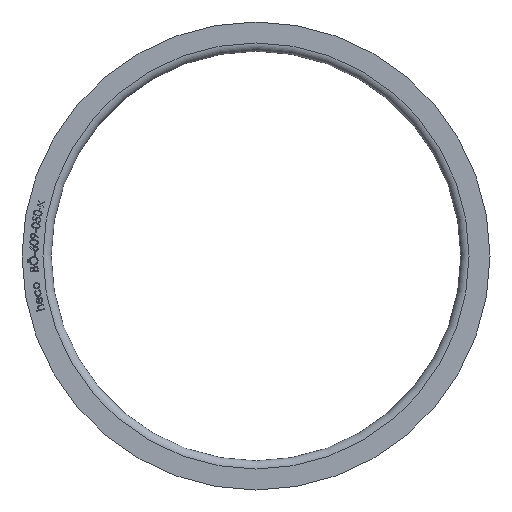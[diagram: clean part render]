
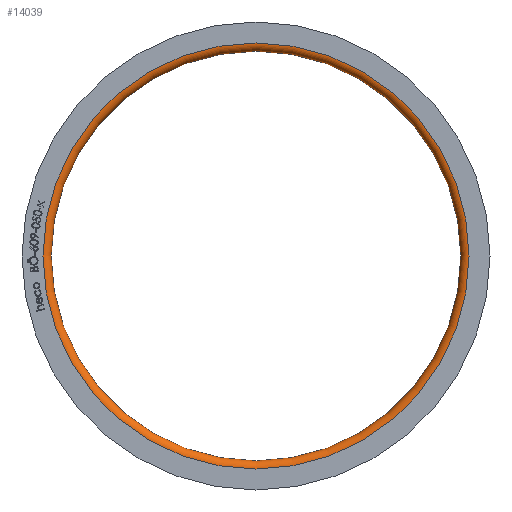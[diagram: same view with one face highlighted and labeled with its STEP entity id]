
A CAD part, left-side view. The second image highlights one B-rep face of the part: STEP entity #14039.
In plain terms, the highlighted toroidal (fillet/blend) face has major radius 311.8 mm and minor radius 12 mm.
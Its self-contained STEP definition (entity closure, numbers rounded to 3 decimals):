
#749 = CARTESIAN_POINT ( 'NONE',  ( 0., 0., 311.8 ) ) ;
#1741 = EDGE_CURVE ( 'NONE', #4722, #4722, #4266, .T. ) ;
#1774 = DIRECTION ( 'NONE',  ( -1., 0., 0. ) ) ;
#1854 = CARTESIAN_POINT ( 'NONE',  ( 12., 0., 0. ) ) ;
#1897 = CARTESIAN_POINT ( 'NONE',  ( 12., 0., 0. ) ) ;
#2180 = VERTEX_POINT ( 'NONE', #10606 ) ;
#2558 = AXIS2_PLACEMENT_3D ( 'NONE', #1854, #1774, #10357 ) ;
#2850 = DIRECTION ( 'NONE',  ( 0., 0., 1. ) ) ;
#3428 = DIRECTION ( 'NONE',  ( 0., 0., 1. ) ) ;
#4266 = CIRCLE ( 'NONE', #15186, 311.8 ) ;
#4722 = VERTEX_POINT ( 'NONE', #749 ) ;
#5065 = ORIENTED_EDGE ( 'NONE', *, *, #1741, .T. ) ;
#5660 = FACE_OUTER_BOUND ( 'NONE', #6666, .T. ) ;
#5746 = CARTESIAN_POINT ( 'NONE',  ( 0., 0., 0. ) ) ;
#6360 = TOROIDAL_SURFACE ( 'NONE', #2558, 311.8, 12. ) ;
#6666 = EDGE_LOOP ( 'NONE', ( #7113 ) ) ;
#6740 = DIRECTION ( 'NONE',  ( -1., 0., 0. ) ) ;
#7113 = ORIENTED_EDGE ( 'NONE', *, *, #14850, .F. ) ;
#7257 = DIRECTION ( 'NONE',  ( -1., 0., 0. ) ) ;
#10357 = DIRECTION ( 'NONE',  ( 0., 0., 1. ) ) ;
#10606 = CARTESIAN_POINT ( 'NONE',  ( 12., 0., 299.8 ) ) ;
#12451 = EDGE_LOOP ( 'NONE', ( #5065 ) ) ;
#14039 = ADVANCED_FACE ( 'NONE', ( #5660, #15352 ), #6360, .T. ) ;
#14065 = AXIS2_PLACEMENT_3D ( 'NONE', #1897, #6740, #2850 ) ;
#14850 = EDGE_CURVE ( 'NONE', #2180, #2180, #15088, .T. ) ;
#15088 = CIRCLE ( 'NONE', #14065, 299.8 ) ;
#15186 = AXIS2_PLACEMENT_3D ( 'NONE', #5746, #7257, #3428 ) ;
#15352 = FACE_OUTER_BOUND ( 'NONE', #12451, .T. ) ;
